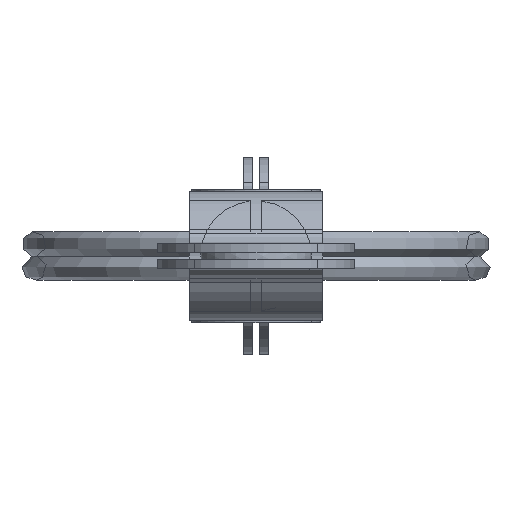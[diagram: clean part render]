
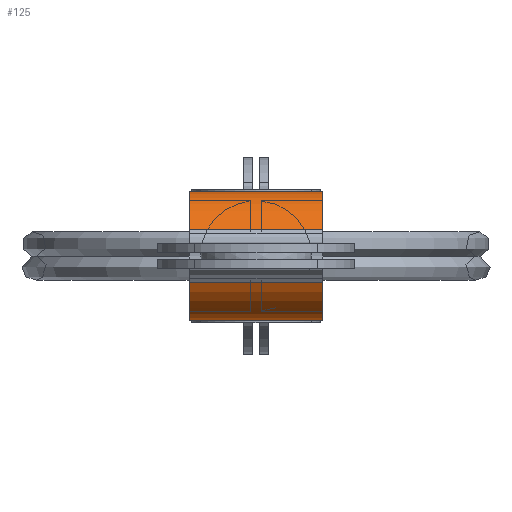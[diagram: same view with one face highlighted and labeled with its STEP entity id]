
A CAD part, left-side view. The second image highlights one B-rep face of the part: STEP entity #125.
In plain terms, the highlighted cylindrical face has radius 2.62 mm (diameter 5.24 mm), a partial arc.
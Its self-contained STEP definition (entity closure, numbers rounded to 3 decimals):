
#125 = ADVANCED_FACE( '', ( #292, #293 ), #294, .T. );
#292 = FACE_OUTER_BOUND( '', #501, .T. );
#293 = FACE_BOUND( '', #502, .T. );
#294 = CYLINDRICAL_SURFACE( '', #503, 2.62 );
#501 = EDGE_LOOP( '', ( #839, #840, #841, #842 ) );
#502 = EDGE_LOOP( '', ( #843 ) );
#503 = AXIS2_PLACEMENT_3D( '', #844, #845, #846 );
#839 = ORIENTED_EDGE( '', *, *, #1298, .F. );
#840 = ORIENTED_EDGE( '', *, *, #1273, .F. );
#841 = ORIENTED_EDGE( '', *, *, #1242, .F. );
#842 = ORIENTED_EDGE( '', *, *, #1283, .T. );
#843 = ORIENTED_EDGE( '', *, *, #1299, .F. );
#844 = CARTESIAN_POINT( '', ( 7.38, 5., 0. ) );
#845 = DIRECTION( '', ( 0., 1., 0. ) );
#846 = DIRECTION( '', ( 0., 0., -1. ) );
#1242 = EDGE_CURVE( '', #1512, #1514, #1515, .F. );
#1273 = EDGE_CURVE( '', #1514, #1564, #1565, .T. );
#1283 = EDGE_CURVE( '', #1512, #1577, #1579, .T. );
#1298 = EDGE_CURVE( '', #1564, #1577, #1603, .F. );
#1299 = EDGE_CURVE( '', #1604, #1604, #1605, .T. );
#1512 = VERTEX_POINT( '', #1918 );
#1514 = VERTEX_POINT( '', #1920 );
#1515 = CIRCLE( '', #1921, 2.62 );
#1564 = VERTEX_POINT( '', #2008 );
#1565 = LINE( '', #2009, #2010 );
#1577 = VERTEX_POINT( '', #2024 );
#1579 = LINE( '', #2026, #2027 );
#1603 = CIRCLE( '', #2069, 2.62 );
#1604 = VERTEX_POINT( '', #2070 );
#1605 = B_SPLINE_CURVE_WITH_KNOTS( '', 3, ( #2071, #2072, #2073, #2074, #2075, #2076, #2077, #2078, #2079, #2080, #2081, #2082, #2083, #2084, #2085, #2086, #2087, #2088 ), .UNSPECIFIED., .T., .F., ( 2, 2, 2, 2, 2, 2, 2, 2, 2, 2, 2 ), ( 0., 0., 0., 0.001, 0.001, 0.001, 0.002, 0.002, 0.002, 0.003, 0.003 ), .UNSPECIFIED. );
#1918 = CARTESIAN_POINT( '', ( 4.996, 2.71, 1.086 ) );
#1920 = CARTESIAN_POINT( '', ( 4.996, 2.71, -1.086 ) );
#1921 = AXIS2_PLACEMENT_3D( '', #2377, #2378, #2379 );
#2008 = CARTESIAN_POINT( '', ( 4.996, -2.71, -1.086 ) );
#2009 = CARTESIAN_POINT( '', ( 4.996, 5., -1.086 ) );
#2010 = VECTOR( '', #2419, 1000. );
#2024 = CARTESIAN_POINT( '', ( 4.996, -2.71, 1.086 ) );
#2026 = CARTESIAN_POINT( '', ( 4.996, 5., 1.086 ) );
#2027 = VECTOR( '', #2437, 1000. );
#2069 = AXIS2_PLACEMENT_3D( '', #2452, #2453, #2454 );
#2070 = CARTESIAN_POINT( '', ( 9.96, 0., -0.455 ) );
#2071 = CARTESIAN_POINT( '', ( 9.96, -0.12, -0.455 ) );
#2072 = CARTESIAN_POINT( '', ( 9.96, 0.12, -0.455 ) );
#2073 = CARTESIAN_POINT( '', ( 9.97, 0.238, -0.405 ) );
#2074 = CARTESIAN_POINT( '', ( 9.991, 0.406, -0.238 ) );
#2075 = CARTESIAN_POINT( '', ( 10., 0.455, -0.119 ) );
#2076 = CARTESIAN_POINT( '', ( 10., 0.455, 0.119 ) );
#2077 = CARTESIAN_POINT( '', ( 9.991, 0.407, 0.237 ) );
#2078 = CARTESIAN_POINT( '', ( 9.97, 0.237, 0.406 ) );
#2079 = CARTESIAN_POINT( '', ( 9.96, 0.119, 0.455 ) );
#2080 = CARTESIAN_POINT( '', ( 9.96, -0.119, 0.455 ) );
#2081 = CARTESIAN_POINT( '', ( 9.97, -0.237, 0.406 ) );
#2082 = CARTESIAN_POINT( '', ( 9.991, -0.405, 0.238 ) );
#2083 = CARTESIAN_POINT( '', ( 10., -0.455, 0.121 ) );
#2084 = CARTESIAN_POINT( '', ( 10., -0.455, -0.12 ) );
#2085 = CARTESIAN_POINT( '', ( 9.991, -0.406, -0.238 ) );
#2086 = CARTESIAN_POINT( '', ( 9.97, -0.238, -0.405 ) );
#2087 = CARTESIAN_POINT( '', ( 9.96, -0.12, -0.455 ) );
#2088 = CARTESIAN_POINT( '', ( 9.96, 0.12, -0.455 ) );
#2377 = CARTESIAN_POINT( '', ( 7.38, 2.71, 0. ) );
#2378 = DIRECTION( '', ( 0., -1., 0. ) );
#2379 = DIRECTION( '', ( 0., 0., -1. ) );
#2419 = DIRECTION( '', ( 0., -1., 0. ) );
#2437 = DIRECTION( '', ( 0., -1., 0. ) );
#2452 = CARTESIAN_POINT( '', ( 7.38, -2.71, 0. ) );
#2453 = DIRECTION( '', ( 0., 1., 0. ) );
#2454 = DIRECTION( '', ( -1., 0., 0. ) );
